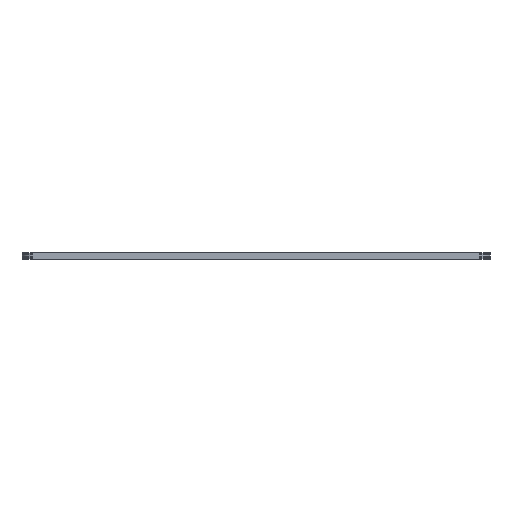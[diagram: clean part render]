
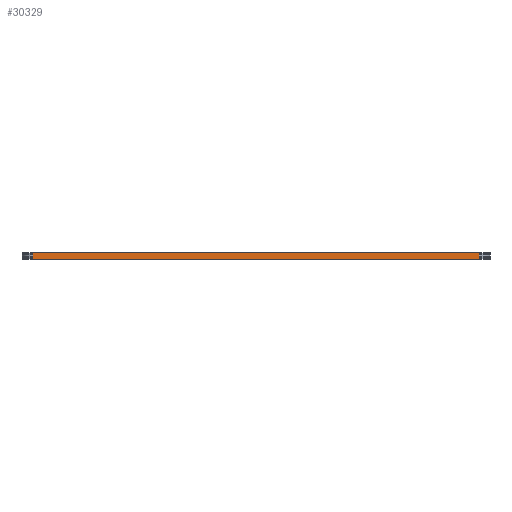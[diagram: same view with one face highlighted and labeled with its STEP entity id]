
A CAD part, left-side view. The second image highlights one B-rep face of the part: STEP entity #30329.
In plain terms, the highlighted planar face has unit normal (-1, 0, 0).
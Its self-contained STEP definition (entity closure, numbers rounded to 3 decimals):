
#90 = PLANE('',#91);
#91 = AXIS2_PLACEMENT_3D('',#92,#93,#94);
#92 = CARTESIAN_POINT('',(96.543,-75.845,1.58));
#93 = DIRECTION('',(-0.,-0.,-1.));
#94 = DIRECTION('',(-1.,0.,0.));
#144 = PLANE('',#145);
#145 = AXIS2_PLACEMENT_3D('',#146,#147,#148);
#146 = CARTESIAN_POINT('',(96.543,-75.845,0.));
#147 = DIRECTION('',(-0.,-0.,-1.));
#148 = DIRECTION('',(-1.,0.,0.));
#1345 = VERTEX_POINT('',#1346);
#1346 = CARTESIAN_POINT('',(22.86,-128.836,0.));
#1360 = PLANE('',#1361);
#1361 = AXIS2_PLACEMENT_3D('',#1362,#1363,#1364);
#1362 = CARTESIAN_POINT('',(22.879,-129.142,0.));
#1363 = DIRECTION('',(-0.998,-0.06,0.));
#1364 = DIRECTION('',(-0.06,0.998,0.));
#1372 = EDGE_CURVE('',#1345,#1373,#1375,.T.);
#1373 = VERTEX_POINT('',#1374);
#1374 = CARTESIAN_POINT('',(22.86,-22.856,0.));
#1375 = SURFACE_CURVE('',#1376,(#1380,#1387),.PCURVE_S1.);
#1376 = LINE('',#1377,#1378);
#1377 = CARTESIAN_POINT('',(22.86,-128.836,0.));
#1378 = VECTOR('',#1379,1.);
#1379 = DIRECTION('',(0.,1.,0.));
#1380 = PCURVE('',#144,#1381);
#1381 = DEFINITIONAL_REPRESENTATION('',(#1382),#1386);
#1382 = LINE('',#1383,#1384);
#1383 = CARTESIAN_POINT('',(73.683,-52.991));
#1384 = VECTOR('',#1385,1.);
#1385 = DIRECTION('',(0.,1.));
#1386 = ( GEOMETRIC_REPRESENTATION_CONTEXT(2) 
PARAMETRIC_REPRESENTATION_CONTEXT() REPRESENTATION_CONTEXT('2D SPACE',''
  ) );
#1387 = PCURVE('',#1388,#1393);
#1388 = PLANE('',#1389);
#1389 = AXIS2_PLACEMENT_3D('',#1390,#1391,#1392);
#1390 = CARTESIAN_POINT('',(22.86,-128.836,0.));
#1391 = DIRECTION('',(-1.,0.,0.));
#1392 = DIRECTION('',(0.,1.,0.));
#1393 = DEFINITIONAL_REPRESENTATION('',(#1394),#1398);
#1394 = LINE('',#1395,#1396);
#1395 = CARTESIAN_POINT('',(0.,0.));
#1396 = VECTOR('',#1397,1.);
#1397 = DIRECTION('',(1.,0.));
#1398 = ( GEOMETRIC_REPRESENTATION_CONTEXT(2) 
PARAMETRIC_REPRESENTATION_CONTEXT() REPRESENTATION_CONTEXT('2D SPACE',''
  ) );
#1416 = PLANE('',#1417);
#1417 = AXIS2_PLACEMENT_3D('',#1418,#1419,#1420);
#1418 = CARTESIAN_POINT('',(22.86,-22.856,0.));
#1419 = DIRECTION('',(-0.998,0.06,0.));
#1420 = DIRECTION('',(0.06,0.998,0.));
#17218 = VERTEX_POINT('',#17219);
#17219 = CARTESIAN_POINT('',(22.86,-128.836,1.58));
#17240 = EDGE_CURVE('',#17218,#17241,#17243,.T.);
#17241 = VERTEX_POINT('',#17242);
#17242 = CARTESIAN_POINT('',(22.86,-22.856,1.58));
#17243 = SURFACE_CURVE('',#17244,(#17248,#17255),.PCURVE_S1.);
#17244 = LINE('',#17245,#17246);
#17245 = CARTESIAN_POINT('',(22.86,-128.836,1.58));
#17246 = VECTOR('',#17247,1.);
#17247 = DIRECTION('',(0.,1.,0.));
#17248 = PCURVE('',#90,#17249);
#17249 = DEFINITIONAL_REPRESENTATION('',(#17250),#17254);
#17250 = LINE('',#17251,#17252);
#17251 = CARTESIAN_POINT('',(73.683,-52.991));
#17252 = VECTOR('',#17253,1.);
#17253 = DIRECTION('',(0.,1.));
#17254 = ( GEOMETRIC_REPRESENTATION_CONTEXT(2) 
PARAMETRIC_REPRESENTATION_CONTEXT() REPRESENTATION_CONTEXT('2D SPACE',''
  ) );
#17255 = PCURVE('',#1388,#17256);
#17256 = DEFINITIONAL_REPRESENTATION('',(#17257),#17261);
#17257 = LINE('',#17258,#17259);
#17258 = CARTESIAN_POINT('',(0.,-1.58));
#17259 = VECTOR('',#17260,1.);
#17260 = DIRECTION('',(1.,0.));
#17261 = ( GEOMETRIC_REPRESENTATION_CONTEXT(2) 
PARAMETRIC_REPRESENTATION_CONTEXT() REPRESENTATION_CONTEXT('2D SPACE',''
  ) );
#30279 = EDGE_CURVE('',#1373,#17241,#30280,.T.);
#30280 = SURFACE_CURVE('',#30281,(#30285,#30292),.PCURVE_S1.);
#30281 = LINE('',#30282,#30283);
#30282 = CARTESIAN_POINT('',(22.86,-22.856,0.));
#30283 = VECTOR('',#30284,1.);
#30284 = DIRECTION('',(0.,0.,1.));
#30285 = PCURVE('',#1416,#30286);
#30286 = DEFINITIONAL_REPRESENTATION('',(#30287),#30291);
#30287 = LINE('',#30288,#30289);
#30288 = CARTESIAN_POINT('',(0.,0.));
#30289 = VECTOR('',#30290,1.);
#30290 = DIRECTION('',(0.,-1.));
#30291 = ( GEOMETRIC_REPRESENTATION_CONTEXT(2) 
PARAMETRIC_REPRESENTATION_CONTEXT() REPRESENTATION_CONTEXT('2D SPACE',''
  ) );
#30292 = PCURVE('',#1388,#30293);
#30293 = DEFINITIONAL_REPRESENTATION('',(#30294),#30298);
#30294 = LINE('',#30295,#30296);
#30295 = CARTESIAN_POINT('',(105.98,0.));
#30296 = VECTOR('',#30297,1.);
#30297 = DIRECTION('',(0.,-1.));
#30298 = ( GEOMETRIC_REPRESENTATION_CONTEXT(2) 
PARAMETRIC_REPRESENTATION_CONTEXT() REPRESENTATION_CONTEXT('2D SPACE',''
  ) );
#30329 = ADVANCED_FACE('',(#30330),#1388,.T.);
#30330 = FACE_BOUND('',#30331,.T.);
#30331 = EDGE_LOOP('',(#30332,#30353,#30354,#30355));
#30332 = ORIENTED_EDGE('',*,*,#30333,.T.);
#30333 = EDGE_CURVE('',#1345,#17218,#30334,.T.);
#30334 = SURFACE_CURVE('',#30335,(#30339,#30346),.PCURVE_S1.);
#30335 = LINE('',#30336,#30337);
#30336 = CARTESIAN_POINT('',(22.86,-128.836,0.));
#30337 = VECTOR('',#30338,1.);
#30338 = DIRECTION('',(0.,0.,1.));
#30339 = PCURVE('',#1388,#30340);
#30340 = DEFINITIONAL_REPRESENTATION('',(#30341),#30345);
#30341 = LINE('',#30342,#30343);
#30342 = CARTESIAN_POINT('',(0.,0.));
#30343 = VECTOR('',#30344,1.);
#30344 = DIRECTION('',(0.,-1.));
#30345 = ( GEOMETRIC_REPRESENTATION_CONTEXT(2) 
PARAMETRIC_REPRESENTATION_CONTEXT() REPRESENTATION_CONTEXT('2D SPACE',''
  ) );
#30346 = PCURVE('',#1360,#30347);
#30347 = DEFINITIONAL_REPRESENTATION('',(#30348),#30352);
#30348 = LINE('',#30349,#30350);
#30349 = CARTESIAN_POINT('',(0.307,0.));
#30350 = VECTOR('',#30351,1.);
#30351 = DIRECTION('',(0.,-1.));
#30352 = ( GEOMETRIC_REPRESENTATION_CONTEXT(2) 
PARAMETRIC_REPRESENTATION_CONTEXT() REPRESENTATION_CONTEXT('2D SPACE',''
  ) );
#30353 = ORIENTED_EDGE('',*,*,#17240,.T.);
#30354 = ORIENTED_EDGE('',*,*,#30279,.F.);
#30355 = ORIENTED_EDGE('',*,*,#1372,.F.);
